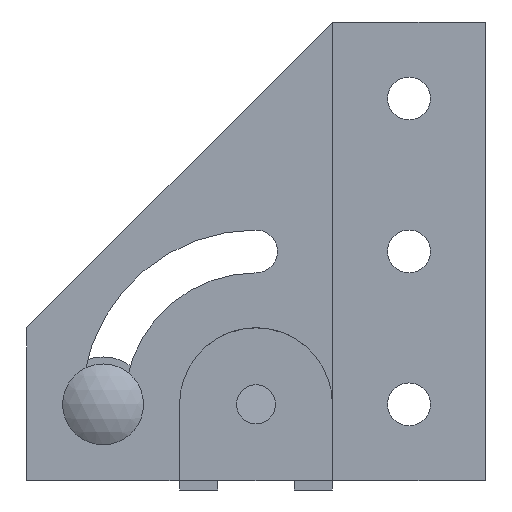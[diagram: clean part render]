
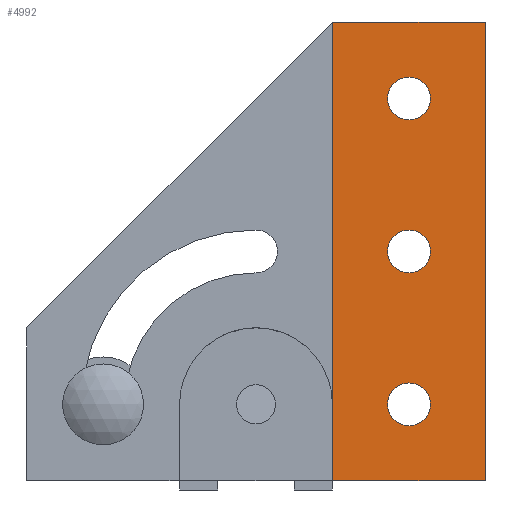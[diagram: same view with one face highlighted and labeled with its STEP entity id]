
A CAD part, left-side view. The second image highlights one B-rep face of the part: STEP entity #4992.
In plain terms, the highlighted free-form (B-spline) face has degree [1, 1] with [2, 2] control points.
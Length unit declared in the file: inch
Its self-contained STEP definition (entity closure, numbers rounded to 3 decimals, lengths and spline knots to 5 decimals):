
#4216=CARTESIAN_POINT('',(0.0,0.14,-1.0));
#4217=VERTEX_POINT('',#4216);
#4233=CARTESIAN_POINT('',(0.,-0.14,-1.0));
#4234=VERTEX_POINT('',#4233);
#4241=CARTESIAN_POINT('',(0.0,0.0,-1.0));
#4242=DIRECTION('',(-1.0,0.0,0.0));
#4243=DIRECTION('',(0.0,1.0,0.0));
#4244=AXIS2_PLACEMENT_3D('',#4241,#4242,#4243);
#4245=CIRCLE('',#4244,0.14);
#4246=EDGE_CURVE('',#4234,#4217,#4245,.T.);
#4279=CARTESIAN_POINT('',(0.0,0.14,0.0));
#4280=VERTEX_POINT('',#4279);
#4296=CARTESIAN_POINT('',(0.,-0.14,0.));
#4297=VERTEX_POINT('',#4296);
#4304=CARTESIAN_POINT('',(0.0,0.0,0.0));
#4305=DIRECTION('',(-1.0,0.0,0.0));
#4306=DIRECTION('',(0.0,1.0,0.0));
#4307=AXIS2_PLACEMENT_3D('',#4304,#4305,#4306);
#4308=CIRCLE('',#4307,0.14);
#4309=EDGE_CURVE('',#4297,#4280,#4308,.T.);
#4342=CARTESIAN_POINT('',(0.0,0.14,1.0));
#4343=VERTEX_POINT('',#4342);
#4359=CARTESIAN_POINT('',(0.,-0.14,1.0));
#4360=VERTEX_POINT('',#4359);
#4367=CARTESIAN_POINT('',(0.0,0.0,1.0));
#4368=DIRECTION('',(-1.0,0.0,0.0));
#4369=DIRECTION('',(0.0,1.0,0.0));
#4370=AXIS2_PLACEMENT_3D('',#4367,#4368,#4369);
#4371=CIRCLE('',#4370,0.14);
#4372=EDGE_CURVE('',#4360,#4343,#4371,.T.);
#4728=CARTESIAN_POINT('',(0.0,0.0,1.0));
#4729=DIRECTION('',(-1.0,0.0,0.0));
#4730=DIRECTION('',(0.0,1.0,0.0));
#4731=AXIS2_PLACEMENT_3D('',#4728,#4729,#4730);
#4732=CIRCLE('',#4731,0.14);
#4733=EDGE_CURVE('',#4343,#4360,#4732,.T.);
#4773=CARTESIAN_POINT('',(0.0,0.0,0.0));
#4774=DIRECTION('',(-1.0,0.0,0.0));
#4775=DIRECTION('',(0.0,1.0,0.0));
#4776=AXIS2_PLACEMENT_3D('',#4773,#4774,#4775);
#4777=CIRCLE('',#4776,0.14);
#4778=EDGE_CURVE('',#4280,#4297,#4777,.T.);
#4818=CARTESIAN_POINT('',(0.0,0.0,-1.0));
#4819=DIRECTION('',(-1.0,0.0,0.0));
#4820=DIRECTION('',(0.0,1.0,0.0));
#4821=AXIS2_PLACEMENT_3D('',#4818,#4819,#4820);
#4822=CIRCLE('',#4821,0.14);
#4823=EDGE_CURVE('',#4217,#4234,#4822,.T.);
#4941=CARTESIAN_POINT('',(0.,0.5,1.5));
#4942=CARTESIAN_POINT('',(0.,0.5,-1.5));
#4943=CARTESIAN_POINT('',(0.,-0.5,1.5));
#4944=CARTESIAN_POINT('',(0.,-0.5,-1.5));
#4945=B_SPLINE_SURFACE_WITH_KNOTS('',1,1,((#4941,#4943),(#4942,#4944)),.UNSPECIFIED.,.F.,.F.,.U.,(2,2),(2,2),(0.0,3.),(0.0,1.),.UNSPECIFIED.);
#4946=CARTESIAN_POINT('',(0.0,-0.5,-1.5));
#4947=VERTEX_POINT('',#4946);
#4948=CARTESIAN_POINT('',(0.0,0.5,-1.5));
#4949=VERTEX_POINT('',#4948);
#4950=CARTESIAN_POINT('',(0.,-0.5,-1.5));
#4951=DIRECTION('',(0.0,1.0,0.0));
#4952=VECTOR('',#4951,1.);
#4953=LINE('',#4950,#4952);
#4954=EDGE_CURVE('',#4947,#4949,#4953,.T.);
#4955=ORIENTED_EDGE('',*,*,#4954,.F.);
#4956=CARTESIAN_POINT('',(0.0,-0.5,1.5));
#4957=VERTEX_POINT('',#4956);
#4958=CARTESIAN_POINT('',(0.0,-0.5,1.5));
#4959=DIRECTION('',(0.0,0.0,-1.0));
#4960=VECTOR('',#4959,3.0);
#4961=LINE('',#4958,#4960);
#4962=EDGE_CURVE('',#4957,#4947,#4961,.T.);
#4963=ORIENTED_EDGE('',*,*,#4962,.F.);
#4964=CARTESIAN_POINT('',(0.0,0.5,1.5));
#4965=VERTEX_POINT('',#4964);
#4966=CARTESIAN_POINT('',(0.0,0.5,1.5));
#4967=DIRECTION('',(0.0,-1.0,0.0));
#4968=VECTOR('',#4967,1.);
#4969=LINE('',#4966,#4968);
#4970=EDGE_CURVE('',#4965,#4957,#4969,.T.);
#4971=ORIENTED_EDGE('',*,*,#4970,.F.);
#4972=CARTESIAN_POINT('',(0.0,0.5,1.5));
#4973=DIRECTION('',(0.0,0.0,-1.0));
#4974=VECTOR('',#4973,3.0);
#4975=LINE('',#4972,#4974);
#4976=EDGE_CURVE('',#4965,#4949,#4975,.T.);
#4977=ORIENTED_EDGE('',*,*,#4976,.T.);
#4978=EDGE_LOOP('',(#4955,#4963,#4971,#4977));
#4979=FACE_OUTER_BOUND('',#4978,.T.);
#4980=ORIENTED_EDGE('',*,*,#4733,.F.);
#4981=ORIENTED_EDGE('',*,*,#4372,.F.);
#4982=EDGE_LOOP('',(#4980,#4981));
#4983=FACE_BOUND('',#4982,.T.);
#4984=ORIENTED_EDGE('',*,*,#4778,.F.);
#4985=ORIENTED_EDGE('',*,*,#4309,.F.);
#4986=EDGE_LOOP('',(#4984,#4985));
#4987=FACE_BOUND('',#4986,.T.);
#4988=ORIENTED_EDGE('',*,*,#4823,.F.);
#4989=ORIENTED_EDGE('',*,*,#4246,.F.);
#4990=EDGE_LOOP('',(#4988,#4989));
#4991=FACE_BOUND('',#4990,.T.);
#4992=ADVANCED_FACE('',(#4979,#4983,#4987,#4991),#4945,.T.);
